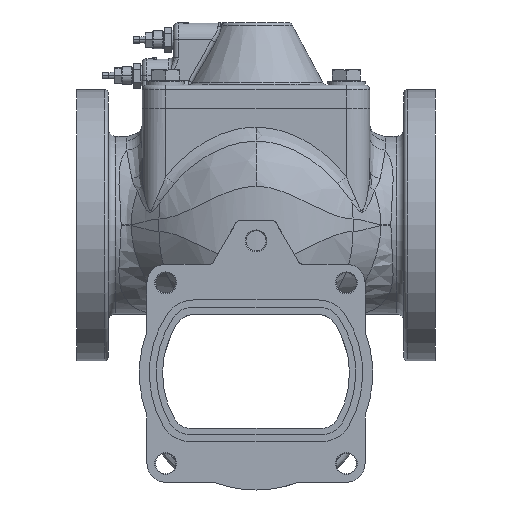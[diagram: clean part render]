
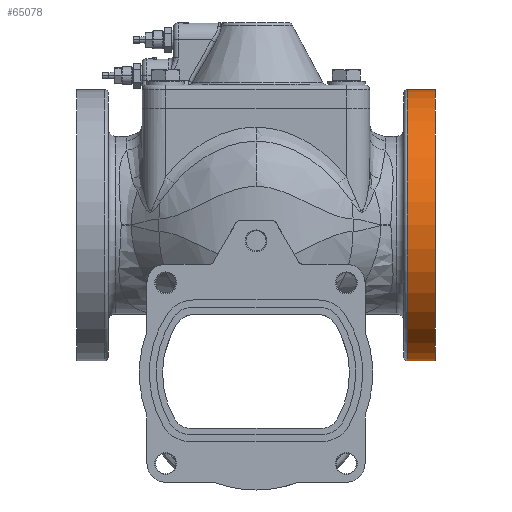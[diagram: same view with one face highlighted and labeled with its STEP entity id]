
A CAD part, front view. The second image highlights one B-rep face of the part: STEP entity #65078.
In plain terms, the highlighted cylindrical face has radius 87 mm (diameter 174 mm), a partial arc.
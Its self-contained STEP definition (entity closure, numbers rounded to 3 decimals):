
#141 = EDGE_LOOP ( 'NONE', ( #40606, #40608, #40601, #40605 ) ) ;
#15439 = FACE_OUTER_BOUND ( 'NONE', #141, .T. ) ;
#15458 = CYLINDRICAL_SURFACE ( 'NONE', #95711, 87. ) ;
#38008 = CARTESIAN_POINT ( 'NONE',  ( 115.627, -3.042, 0. ) ) ;
#38022 = CARTESIAN_POINT ( 'NONE',  ( 97.627, -3.042, 0. ) ) ;
#38043 = DIRECTION ( 'NONE',  ( 1., 0., 0. ) ) ;
#38044 = DIRECTION ( 'NONE',  ( 0., 0., -1. ) ) ;
#38055 = DIRECTION ( 'NONE',  ( 1., 0., 0. ) ) ;
#38056 = DIRECTION ( 'NONE',  ( 0., 0., -1. ) ) ;
#40601 = ORIENTED_EDGE ( 'NONE', *, *, #69314, .T. ) ;
#40605 = ORIENTED_EDGE ( 'NONE', *, *, #41865, .F. ) ;
#40606 = ORIENTED_EDGE ( 'NONE', *, *, #69310, .F. ) ;
#40608 = ORIENTED_EDGE ( 'NONE', *, *, #41861, .T. ) ;
#41861 = EDGE_CURVE ( 'NONE', #75283, #75284, #117280, .T. ) ;
#41865 = EDGE_CURVE ( 'NONE', #75338, #75339, #117282, .T. ) ;
#57758 = CARTESIAN_POINT ( 'NONE',  ( 97.627, -3.042, 87. ) ) ;
#57760 = CARTESIAN_POINT ( 'NONE',  ( 97.627, -3.042, -87. ) ) ;
#57868 = CARTESIAN_POINT ( 'NONE',  ( 115.627, -3.042, 87. ) ) ;
#57870 = CARTESIAN_POINT ( 'NONE',  ( 115.627, -3.042, -87. ) ) ;
#65078 = ADVANCED_FACE ( 'NONE', ( #15439 ), #15458, .T. ) ;
#69310 = EDGE_CURVE ( 'NONE', #75283, #75338, #82389, .T. ) ;
#69314 = EDGE_CURVE ( 'NONE', #75284, #75339, #82399, .T. ) ;
#75283 = VERTEX_POINT ( 'NONE', #57758 ) ;
#75284 = VERTEX_POINT ( 'NONE', #57760 ) ;
#75338 = VERTEX_POINT ( 'NONE', #57868 ) ;
#75339 = VERTEX_POINT ( 'NONE', #57870 ) ;
#82340 = VECTOR ( 'NONE', #107199, 1000. ) ;
#82384 = VECTOR ( 'NONE', #107194, 1000. ) ;
#82389 = LINE ( 'NONE', #107193, #82384 ) ;
#82399 = LINE ( 'NONE', #107198, #82340 ) ;
#93758 = AXIS2_PLACEMENT_3D ( 'NONE', #38022, #38043, #38044 ) ;
#93804 = AXIS2_PLACEMENT_3D ( 'NONE', #38008, #38055, #38056 ) ;
#95711 = AXIS2_PLACEMENT_3D ( 'NONE', #105359, #105342, #105267 ) ;
#105267 = DIRECTION ( 'NONE',  ( 0., 0., -1. ) ) ;
#105342 = DIRECTION ( 'NONE',  ( 1., 0., 0. ) ) ;
#105359 = CARTESIAN_POINT ( 'NONE',  ( 95.627, -3.042, 0. ) ) ;
#107193 = CARTESIAN_POINT ( 'NONE',  ( 95.627, -3.042, 87. ) ) ;
#107194 = DIRECTION ( 'NONE',  ( 1., 0., 0. ) ) ;
#107198 = CARTESIAN_POINT ( 'NONE',  ( 95.627, -3.042, -87. ) ) ;
#107199 = DIRECTION ( 'NONE',  ( 1., 0., 0. ) ) ;
#117280 = CIRCLE ( 'NONE', #93758, 87. ) ;
#117282 = CIRCLE ( 'NONE', #93804, 87. ) ;
